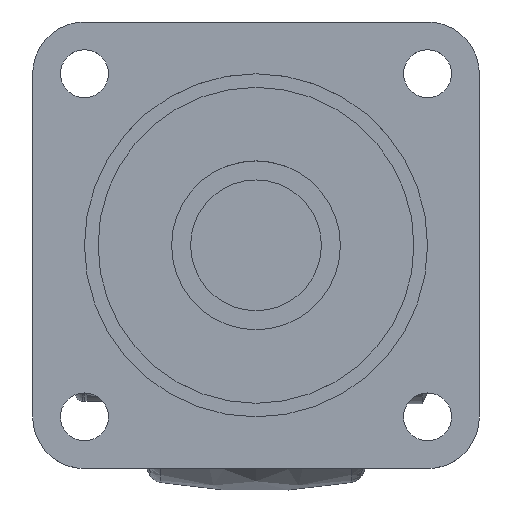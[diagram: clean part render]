
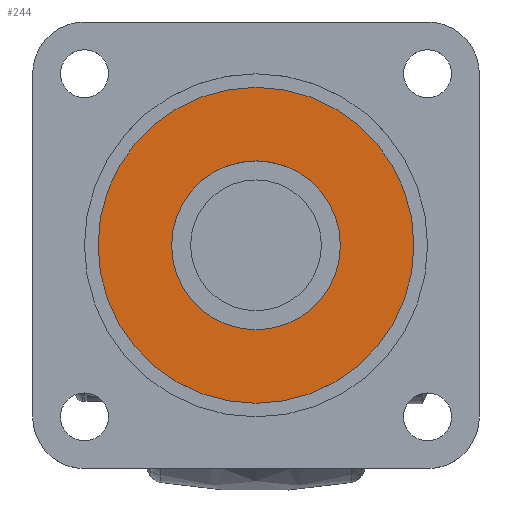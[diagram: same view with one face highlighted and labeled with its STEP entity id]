
A CAD part, top view. The second image highlights one B-rep face of the part: STEP entity #244.
In plain terms, the highlighted face is planar.
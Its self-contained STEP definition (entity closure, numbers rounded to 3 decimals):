
#244=ADVANCED_FACE('',(#1300,#1301),#1299,.T.);
#1299=PLANE('',#2898);
#1300=FACE_OUTER_BOUND('',#2899,.T.);
#1301=FACE_BOUND('',#2900,.T.);
#2895=CARTESIAN_POINT('',(-60.229,0.,-37.7));
#2896=DIRECTION('',(0.,1.,0.));
#2897=DIRECTION('',(0.,0.,1.));
#2898=AXIS2_PLACEMENT_3D('',#2895,#2896,#2897);
#2899=EDGE_LOOP('',(#4377,#4378));
#2900=EDGE_LOOP('',(#4379,#4380));
#4377=ORIENTED_EDGE('',*,*,#4986,.F.);
#4378=ORIENTED_EDGE('',*,*,#4987,.F.);
#4379=ORIENTED_EDGE('',*,*,#4988,.T.);
#4380=ORIENTED_EDGE('',*,*,#4989,.T.);
#4986=EDGE_CURVE('',#6884,#6885,#6886,.T.);
#4987=EDGE_CURVE('',#6885,#6884,#6892,.T.);
#4988=EDGE_CURVE('',#6898,#6899,#6900,.T.);
#4989=EDGE_CURVE('',#6899,#6898,#6906,.T.);
#6884=VERTEX_POINT('',#9316);
#6885=VERTEX_POINT('',#9317);
#6886=CIRCLE('',#9321,29.);
#6892=CIRCLE('',#9325,29.);
#6898=VERTEX_POINT('',#9326);
#6899=VERTEX_POINT('',#9327);
#6900=CIRCLE('',#9331,15.5);
#6906=CIRCLE('',#9335,15.5);
#9316=CARTESIAN_POINT('',(0.,0.,29.));
#9317=CARTESIAN_POINT('',(0.,0.,-29.));
#9318=CARTESIAN_POINT('',(0.,0.,0.));
#9319=DIRECTION('',(0.,-1.,0.));
#9320=DIRECTION('',(0.,0.,-1.));
#9321=AXIS2_PLACEMENT_3D('',#9318,#9319,#9320);
#9322=CARTESIAN_POINT('',(0.,0.,0.));
#9323=DIRECTION('',(0.,-1.,0.));
#9324=DIRECTION('',(0.,0.,-1.));
#9325=AXIS2_PLACEMENT_3D('',#9322,#9323,#9324);
#9326=CARTESIAN_POINT('',(0.,0.,-15.5));
#9327=CARTESIAN_POINT('',(0.,0.,15.5));
#9328=CARTESIAN_POINT('',(0.,0.,0.));
#9329=DIRECTION('',(0.,-1.,0.));
#9330=DIRECTION('',(0.,0.,-1.));
#9331=AXIS2_PLACEMENT_3D('',#9328,#9329,#9330);
#9332=CARTESIAN_POINT('',(0.,0.,0.));
#9333=DIRECTION('',(0.,-1.,0.));
#9334=DIRECTION('',(0.,0.,-1.));
#9335=AXIS2_PLACEMENT_3D('',#9332,#9333,#9334);
